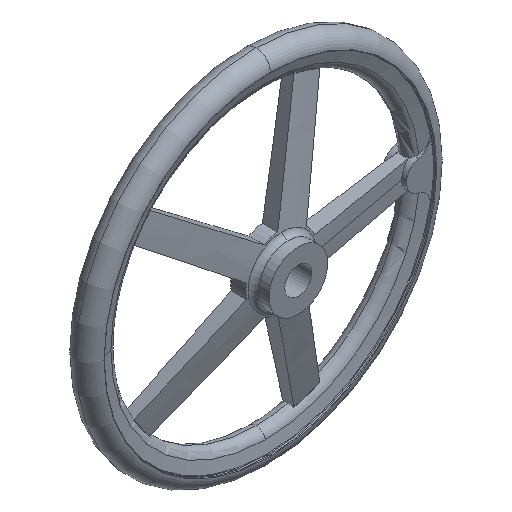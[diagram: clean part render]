
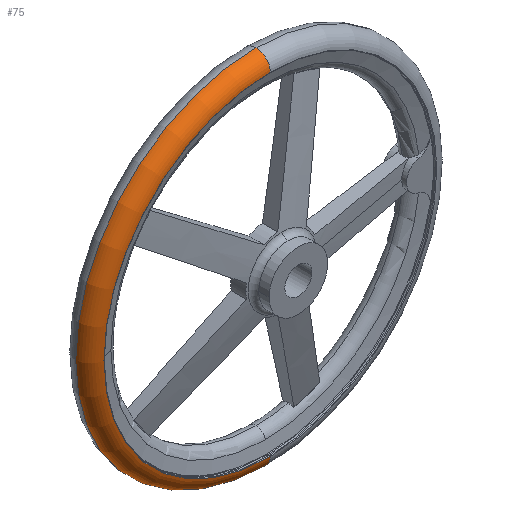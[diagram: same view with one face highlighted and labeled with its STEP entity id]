
A CAD part, isometric view. The second image highlights one B-rep face of the part: STEP entity #75.
In plain terms, the highlighted toroidal (fillet/blend) face has major radius 184 mm and minor radius 16 mm.
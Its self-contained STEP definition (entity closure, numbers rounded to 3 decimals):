
#75 = ADVANCED_FACE( '', ( #151 ), #152, .T. );
#151 = FACE_OUTER_BOUND( '', #303, .T. );
#152 = TOROIDAL_SURFACE( '', #304, 184., 16. );
#303 = EDGE_LOOP( '', ( #455, #456, #457, #458 ) );
#304 = AXIS2_PLACEMENT_3D( '', #459, #460, #461 );
#455 = ORIENTED_EDGE( '', *, *, #1166, .F. );
#456 = ORIENTED_EDGE( '', *, *, #1167, .T. );
#457 = ORIENTED_EDGE( '', *, *, #1168, .T. );
#458 = ORIENTED_EDGE( '', *, *, #1169, .T. );
#459 = CARTESIAN_POINT( '', ( 0., 47., 0. ) );
#460 = DIRECTION( '', ( 0., 1., 0. ) );
#461 = DIRECTION( '', ( 0., 0., 1. ) );
#1166 = EDGE_CURVE( '', #1409, #1410, #1411, .T. );
#1167 = EDGE_CURVE( '', #1409, #1412, #1413, .T. );
#1168 = EDGE_CURVE( '', #1412, #1414, #1415, .T. );
#1169 = EDGE_CURVE( '', #1414, #1410, #1416, .T. );
#1409 = VERTEX_POINT( '', #1812 );
#1410 = VERTEX_POINT( '', #1813 );
#1411 = CIRCLE( '', #1814, 200. );
#1412 = VERTEX_POINT( '', #1815 );
#1413 = CIRCLE( '', #1816, 16. );
#1414 = VERTEX_POINT( '', #1817 );
#1415 = CIRCLE( '', #1818, 184.667 );
#1416 = CIRCLE( '', #1819, 16. );
#1812 = CARTESIAN_POINT( '', ( 0., 47., -200. ) );
#1813 = CARTESIAN_POINT( '', ( 0., 47., 200. ) );
#1814 = AXIS2_PLACEMENT_3D( '', #4375, #4376, #4377 );
#1815 = CARTESIAN_POINT( '', ( 0., 31.014, -184.667 ) );
#1816 = AXIS2_PLACEMENT_3D( '', #4378, #4379, #4380 );
#1817 = CARTESIAN_POINT( '', ( 0., 31.014, 184.667 ) );
#1818 = AXIS2_PLACEMENT_3D( '', #4381, #4382, #4383 );
#1819 = AXIS2_PLACEMENT_3D( '', #4384, #4385, #4386 );
#4375 = CARTESIAN_POINT( '', ( 0., 47., 0. ) );
#4376 = DIRECTION( '', ( 0., 1., 0. ) );
#4377 = DIRECTION( '', ( 0., 0., 1. ) );
#4378 = CARTESIAN_POINT( '', ( 0., 47., -184. ) );
#4379 = DIRECTION( '', ( -1., 0., 0. ) );
#4380 = DIRECTION( '', ( 0., 0., -1. ) );
#4381 = CARTESIAN_POINT( '', ( 0., 31.014, 0. ) );
#4382 = DIRECTION( '', ( 0., 1., 0. ) );
#4383 = DIRECTION( '', ( 1., 0., 0. ) );
#4384 = CARTESIAN_POINT( '', ( 0., 47., 184. ) );
#4385 = DIRECTION( '', ( -1., 0., 0. ) );
#4386 = DIRECTION( '', ( 0., 0., 1. ) );
